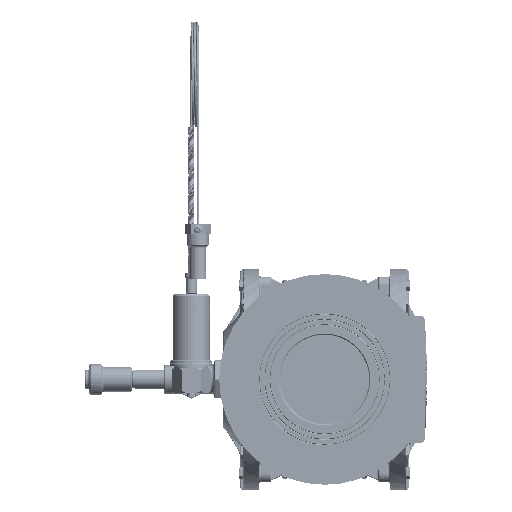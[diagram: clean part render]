
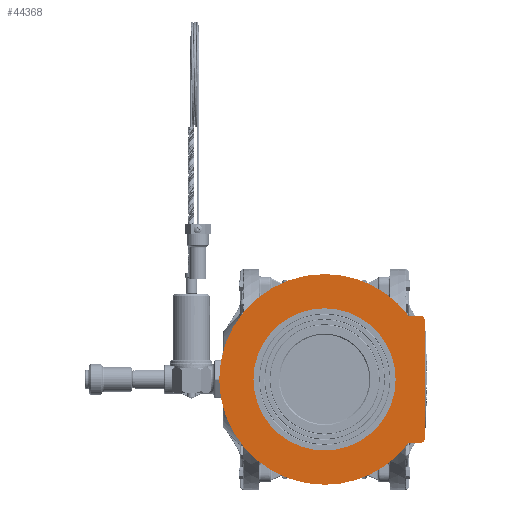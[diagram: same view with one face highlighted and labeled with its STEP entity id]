
A CAD part, left-side view. The second image highlights one B-rep face of the part: STEP entity #44368.
In plain terms, the highlighted planar face has unit normal (-1, 0, 0).
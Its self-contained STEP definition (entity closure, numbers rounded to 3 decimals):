
#1972 = VERTEX_POINT ( 'NONE', #28746 ) ;
#3005 = CARTESIAN_POINT ( 'NONE',  ( -148., 0., -100. ) ) ;
#3797 = VERTEX_POINT ( 'NONE', #178335 ) ;
#6597 = CARTESIAN_POINT ( 'NONE',  ( -148., -81.486, -63. ) ) ;
#9172 = CARTESIAN_POINT ( 'NONE',  ( -148., 0., 0. ) ) ;
#11018 = CIRCLE ( 'NONE', #20651, 3. ) ;
#11351 = CIRCLE ( 'NONE', #65775, 3. ) ;
#16384 = CARTESIAN_POINT ( 'NONE',  ( -148., -81.486, -60. ) ) ;
#17044 = FACE_BOUND ( 'NONE', #85564, .T. ) ;
#19025 = DIRECTION ( 'NONE',  ( 1., 0., 0. ) ) ;
#20651 = AXIS2_PLACEMENT_3D ( 'NONE', #6597, #52735, #179069 ) ;
#21880 = EDGE_CURVE ( 'Defeature completata7_122+Defeature completata7_900+Defeature completata7_123+Defeature completata7_892', #64014, #78197, #11018, .T. ) ;
#21985 = ORIENTED_EDGE ( 'NONE', *, *, #72482, .F. ) ;
#22145 = ORIENTED_EDGE ( 'NONE', *, *, #196928, .F. ) ;
#23656 = CIRCLE ( 'NONE', #183881, 67.5 ) ;
#26606 = CARTESIAN_POINT ( 'NONE',  ( -148., -79.113, -61.165 ) ) ;
#27098 = DIRECTION ( 'NONE',  ( 0., 0., -1. ) ) ;
#28746 = CARTESIAN_POINT ( 'NONE',  ( -148., 0., -67.5 ) ) ;
#29140 = CARTESIAN_POINT ( 'NONE',  ( -148., -95., 60. ) ) ;
#30171 = CARTESIAN_POINT ( 'NONE',  ( -148., -92., 60. ) ) ;
#32327 = ORIENTED_EDGE ( 'NONE', *, *, #55752, .T. ) ;
#33275 = AXIS2_PLACEMENT_3D ( 'NONE', #61215, #107375, #60217 ) ;
#35208 = VERTEX_POINT ( 'NONE', #100821 ) ;
#39857 = VECTOR ( 'NONE', #185586, 1000. ) ;
#40916 = DIRECTION ( 'NONE',  ( 0., -1., 0. ) ) ;
#43989 = ORIENTED_EDGE ( 'NONE', *, *, #104066, .F. ) ;
#44368 = ADVANCED_FACE ( 'Defeature completata7_122', ( #17044, #94217 ), #113226, .F. ) ;
#44627 = DIRECTION ( 'NONE',  ( 0., 0., 1. ) ) ;
#47394 = DIRECTION ( 'NONE',  ( 0., 0., -1. ) ) ;
#52372 = LINE ( 'NONE', #173797, #60608 ) ;
#52531 = DIRECTION ( 'NONE',  ( 0., 0., 1. ) ) ;
#52735 = DIRECTION ( 'NONE',  ( 1., 0., 0. ) ) ;
#55007 = LINE ( 'NONE', #116174, #81749 ) ;
#55752 = EDGE_CURVE ( 'Defeature completata7_122+Defeature completata7_898+Defeature completata7_890+Defeature completata7_123', #174613, #3797, #182998, .T. ) ;
#59244 = CIRCLE ( 'NONE', #158686, 100. ) ;
#59587 = CARTESIAN_POINT ( 'NONE',  ( -148., -92., 57. ) ) ;
#60217 = DIRECTION ( 'NONE',  ( 0., 0., -1. ) ) ;
#60608 = VECTOR ( 'NONE', #67412, 1000. ) ;
#61215 = CARTESIAN_POINT ( 'NONE',  ( -148., 0., 0. ) ) ;
#61672 = DIRECTION ( 'NONE',  ( -1., 0., 0. ) ) ;
#63116 = EDGE_CURVE ( 'Defeature completata7_203+Defeature completata7_122+Defeature completata7_122+Defeature completata7_122', #155199, #1972, #23656, .T. ) ;
#63545 = VERTEX_POINT ( 'NONE', #95169 ) ;
#64014 = VERTEX_POINT ( 'NONE', #26606 ) ;
#64884 = EDGE_CURVE ( 'Defeature completata7_890+Defeature completata7_122+Defeature completata7_898+Defeature completata7_897', #174613, #78488, #55007, .T. ) ;
#65191 = ORIENTED_EDGE ( 'NONE', *, *, #138134, .T. ) ;
#65775 = AXIS2_PLACEMENT_3D ( 'NONE', #59587, #120768, #91657 ) ;
#67091 = CARTESIAN_POINT ( 'NONE',  ( -148., 0., 0. ) ) ;
#67412 = DIRECTION ( 'NONE',  ( 0., 1., 0. ) ) ;
#67603 = EDGE_CURVE ( 'Defeature completata7_122+Defeature completata7_123+Defeature completata7_898+Defeature completata7_900', #3797, #63545, #185238, .T. ) ;
#68155 = VERTEX_POINT ( 'NONE', #85131 ) ;
#68624 = DIRECTION ( 'NONE',  ( 0., 0., -1. ) ) ;
#70317 = DIRECTION ( 'NONE',  ( 0., 0., 1. ) ) ;
#70726 = CIRCLE ( 'NONE', #96403, 100. ) ;
#72482 = EDGE_CURVE ( 'Defeature completata7_892+Defeature completata7_122+Defeature completata7_899+Defeature completata7_900', #68155, #78197, #52372, .T. ) ;
#73989 = AXIS2_PLACEMENT_3D ( 'NONE', #92531, #77473, #47394 ) ;
#77473 = DIRECTION ( 'NONE',  ( 1., 0., 0. ) ) ;
#78197 = VERTEX_POINT ( 'NONE', #16384 ) ;
#78488 = VERTEX_POINT ( 'NONE', #30171 ) ;
#81749 = VECTOR ( 'NONE', #40916, 1000. ) ;
#83544 = ORIENTED_EDGE ( 'NONE', *, *, #181302, .T. ) ;
#84514 = CIRCLE ( 'NONE', #33275, 67.5 ) ;
#85131 = CARTESIAN_POINT ( 'NONE',  ( -148., -92., -60. ) ) ;
#85564 = EDGE_LOOP ( 'NONE', ( #43989, #90243 ) ) ;
#86004 = VERTEX_POINT ( 'NONE', #135328 ) ;
#86790 = AXIS2_PLACEMENT_3D ( 'NONE', #67091, #19025, #141355 ) ;
#90243 = ORIENTED_EDGE ( 'NONE', *, *, #63116, .F. ) ;
#91070 = ORIENTED_EDGE ( 'NONE', *, *, #106908, .T. ) ;
#91276 = LINE ( 'NONE', #29140, #39857 ) ;
#91657 = DIRECTION ( 'NONE',  ( 0., 0., -1. ) ) ;
#92531 = CARTESIAN_POINT ( 'NONE',  ( -148., -81.486, 63. ) ) ;
#92959 = ORIENTED_EDGE ( 'NONE', *, *, #21880, .T. ) ;
#93547 = CARTESIAN_POINT ( 'NONE',  ( -148., 0., 67.5 ) ) ;
#94217 = FACE_OUTER_BOUND ( 'NONE', #103792, .T. ) ;
#95169 = CARTESIAN_POINT ( 'NONE',  ( -148., 0., 100. ) ) ;
#96403 = AXIS2_PLACEMENT_3D ( 'NONE', #120855, #61672, #44627 ) ;
#98744 = CARTESIAN_POINT ( 'NONE',  ( -148., -92., -57. ) ) ;
#100821 = CARTESIAN_POINT ( 'NONE',  ( -148., -95., 57. ) ) ;
#103792 = EDGE_LOOP ( 'NONE', ( #22145, #91070, #124567, #32327, #131089, #83544, #172012, #92959, #21985, #65191 ) ) ;
#104066 = EDGE_CURVE ( 'Defeature completata7_203+Defeature completata7_122+Defeature completata7_122+Defeature completata7_122', #1972, #155199, #84514, .T. ) ;
#104119 = CARTESIAN_POINT ( 'NONE',  ( -148., -81.486, 60. ) ) ;
#106908 = EDGE_CURVE ( 'Defeature completata7_122+Defeature completata7_897+Defeature completata7_891+Defeature completata7_890', #35208, #78488, #11351, .T. ) ;
#107375 = DIRECTION ( 'NONE',  ( -1., 0., 0. ) ) ;
#113226 = PLANE ( 'NONE',  #86790 ) ;
#114688 = CARTESIAN_POINT ( 'NONE',  ( -148., 0., 0. ) ) ;
#116117 = CIRCLE ( 'NONE', #125856, 3. ) ;
#116174 = CARTESIAN_POINT ( 'NONE',  ( -148., -95., 60. ) ) ;
#117701 = DIRECTION ( 'NONE',  ( -1., 0., 0. ) ) ;
#120768 = DIRECTION ( 'NONE',  ( -1., 0., 0. ) ) ;
#120855 = CARTESIAN_POINT ( 'NONE',  ( -148., 0., 0. ) ) ;
#124567 = ORIENTED_EDGE ( 'NONE', *, *, #64884, .F. ) ;
#125856 = AXIS2_PLACEMENT_3D ( 'NONE', #98744, #117701, #68624 ) ;
#131089 = ORIENTED_EDGE ( 'NONE', *, *, #67603, .T. ) ;
#131533 = DIRECTION ( 'NONE',  ( -1., 0., 0. ) ) ;
#135328 = CARTESIAN_POINT ( 'NONE',  ( -148., -95., -57. ) ) ;
#137267 = VERTEX_POINT ( 'NONE', #3005 ) ;
#138134 = EDGE_CURVE ( 'Defeature completata7_122+Defeature completata7_899+Defeature completata7_892+Defeature completata7_891', #68155, #86004, #116117, .T. ) ;
#141355 = DIRECTION ( 'NONE',  ( 0., 0., 1. ) ) ;
#149478 = CARTESIAN_POINT ( 'NONE',  ( -148., 0., 0. ) ) ;
#155199 = VERTEX_POINT ( 'NONE', #93547 ) ;
#158686 = AXIS2_PLACEMENT_3D ( 'NONE', #114688, #158924, #52531 ) ;
#158924 = DIRECTION ( 'NONE',  ( -1., 0., 0. ) ) ;
#163562 = DIRECTION ( 'NONE',  ( -1., 0., 0. ) ) ;
#165625 = AXIS2_PLACEMENT_3D ( 'NONE', #9172, #131533, #70317 ) ;
#168883 = EDGE_CURVE ( 'Defeature completata7_122+Defeature completata7_123+Defeature completata7_898+Defeature completata7_900', #137267, #64014, #70726, .T. ) ;
#172012 = ORIENTED_EDGE ( 'NONE', *, *, #168883, .T. ) ;
#173797 = CARTESIAN_POINT ( 'NONE',  ( -148., -95., -60. ) ) ;
#174613 = VERTEX_POINT ( 'NONE', #104119 ) ;
#178335 = CARTESIAN_POINT ( 'NONE',  ( -148., -79.113, 61.165 ) ) ;
#179069 = DIRECTION ( 'NONE',  ( 0., 0., -1. ) ) ;
#181302 = EDGE_CURVE ( 'Defeature completata7_122+Defeature completata7_123+Defeature completata7_898+Defeature completata7_900', #63545, #137267, #59244, .T. ) ;
#182998 = CIRCLE ( 'NONE', #73989, 3. ) ;
#183881 = AXIS2_PLACEMENT_3D ( 'NONE', #149478, #163562, #27098 ) ;
#185238 = CIRCLE ( 'NONE', #165625, 100. ) ;
#185586 = DIRECTION ( 'NONE',  ( 0., 0., -1. ) ) ;
#196928 = EDGE_CURVE ( 'Defeature completata7_891+Defeature completata7_122+Defeature completata7_897+Defeature completata7_899', #35208, #86004, #91276, .T. ) ;
